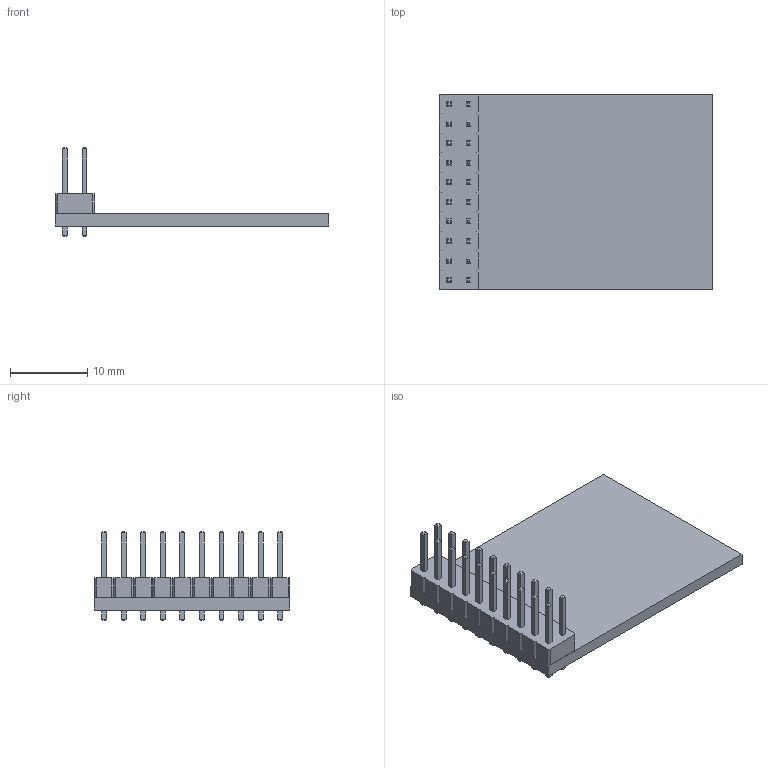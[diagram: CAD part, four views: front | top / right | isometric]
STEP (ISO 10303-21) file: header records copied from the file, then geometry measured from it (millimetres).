
FILE_DESCRIPTION(('KiCad electronic assembly'),'2;1');
FILE_NAME('GPS_Pi_Hat_0_2.step','2023-12-19T23:15:03',('Pcbnew'),( 'Kicad'),'Open CASCADE STEP processor 7.7','KiCad to STEP converter' ,'Unknown');
FILE_SCHEMA(('AUTOMOTIVE_DESIGN { 1 0 10303 214 1 1 1 1 }'));
Length unit declared in the file: millimetre
Products named in the file (4): GPS_Pi_Hat_0_2 1; PinHeader_2x10_P2.54mm_Vertical; SOLID; GPS_Pi_Hat_0_2 PCB
Assembly tree (3 placements, depth 3):
  GPS_Pi_Hat_0_2 1
    PinHeader_2x10_P2.54mm_Vertical
      SOLID
    GPS_Pi_Hat_0_2 PCB
Bounding box: 35.56 x 25.43 x 11.54 mm (x, y, z)
Volume: 1815.9 mm3; surface area: 2938.6 mm2
Topology: 2 solids, 2 shells, 450 faces, 1058 edges, 652 vertices
Faces by surface type: plane 430, cylinder 20
Full cylindrical faces by diameter (mm): 1.016 x20
Entity records: 29450 total; most frequent: CARTESIAN_POINT 4520, DIRECTION 4082, LINE 3094, VECTOR 3094, ORIENTED_EDGE 2116, PCURVE 2116, DEFINITIONAL_REPRESENTATION 2116, EDGE_CURVE 1058
